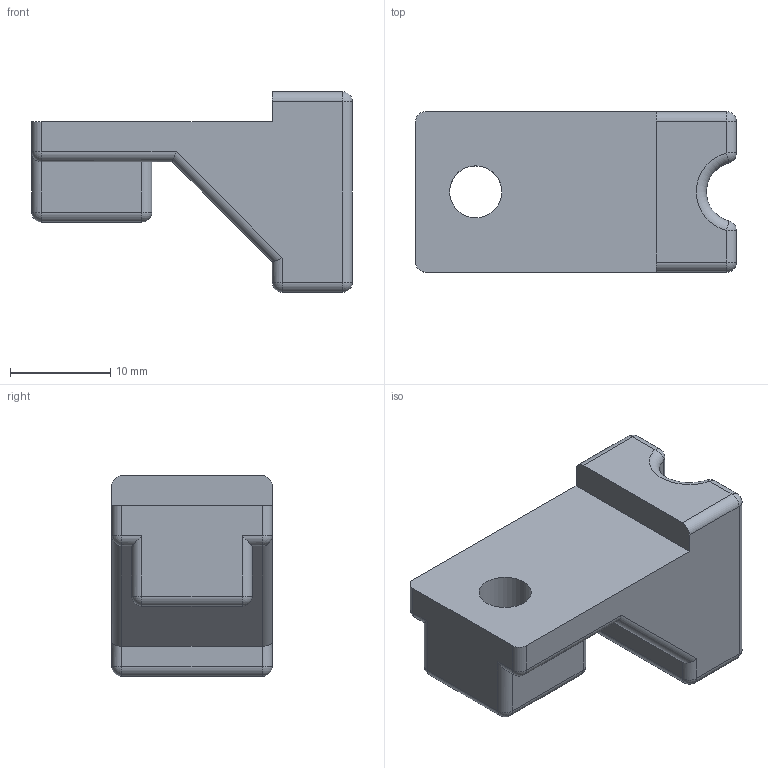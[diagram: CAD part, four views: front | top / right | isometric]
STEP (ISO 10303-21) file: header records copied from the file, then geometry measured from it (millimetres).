
FILE_DESCRIPTION(('FreeCAD Model'),'2;1');
FILE_NAME('Open CASCADE Shape Model','2021-12-27T21:33:31',('Author'),( ''),'Open CASCADE STEP processor 7.5','FreeCAD','Unknown');
FILE_SCHEMA(('AUTOMOTIVE_DESIGN { 1 0 10303 214 1 1 1 1 }'));
Length unit declared in the file: millimetre
Products named in the file (1): y-wire-carriage-fastener
Bounding box: 32 x 16 x 20 mm (x, y, z)
Volume: 4919.2 mm3; surface area: 2823.9 mm2
Topology: 1 solids, 1 shells, 82 faces, 199 edges, 104 vertices
Faces by surface type: cylinder 37, plane 27, sphere 16, torus 2
Full cylindrical faces by diameter (mm): 5.2 x1
Entity records: 4598 total; most frequent: CARTESIAN_POINT 960, DIRECTION 657, ORIENTED_EDGE 366, PCURVE 366, DEFINITIONAL_REPRESENTATION 366, LINE 329, VECTOR 329, EDGE_CURVE 183
